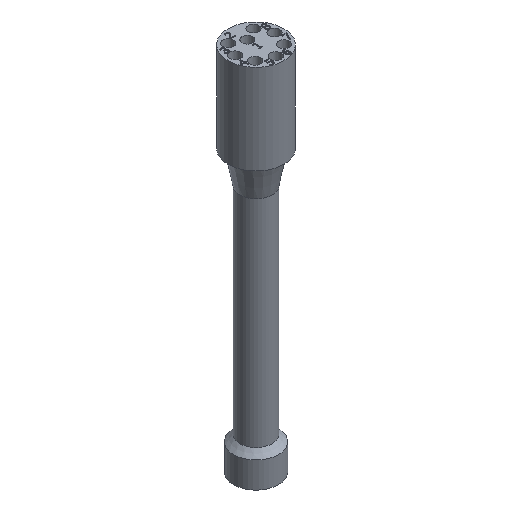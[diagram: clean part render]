
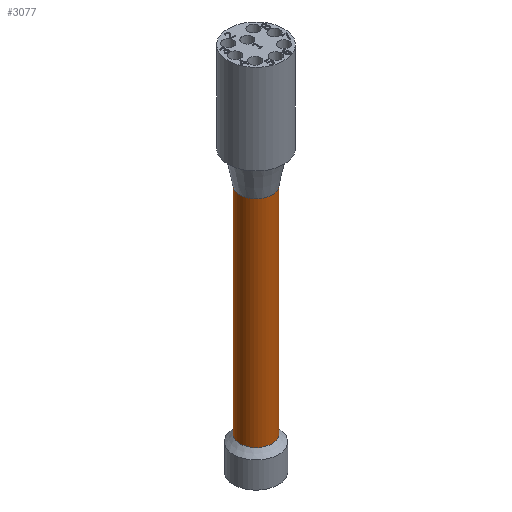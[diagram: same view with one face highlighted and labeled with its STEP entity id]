
A CAD part, isometric view. The second image highlights one B-rep face of the part: STEP entity #3077.
In plain terms, the highlighted cylindrical face has radius 4.5 mm (diameter 9 mm), a full revolution.
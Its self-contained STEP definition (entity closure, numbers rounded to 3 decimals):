
#21=CYLINDRICAL_SURFACE($,#3192,4.5);
#35=CIRCLE($,#3164,4.5);
#45=CIRCLE($,#3193,4.5);
#161=FACE_BOUND($,#538,.T.);
#334=FACE_OUTER_BOUND($,#537,.T.);
#537=EDGE_LOOP($,(#2805));
#538=EDGE_LOOP($,(#2806));
#1496=VERTEX_POINT($,#5856);
#1506=VERTEX_POINT($,#5895);
#1933=EDGE_CURVE($,#1496,#1496,#35,.T.);
#1943=EDGE_CURVE($,#1506,#1506,#45,.T.);
#2805=ORIENTED_EDGE($,*,*,#1933,.T.);
#2806=ORIENTED_EDGE($,*,*,#1943,.F.);
#3077=ADVANCED_FACE($,(#334,#161),#21,.T.);
#3164=AXIS2_PLACEMENT_3D($,#5857,#3610,#3611);
#3192=AXIS2_PLACEMENT_3D($,#5894,#3666,#3667);
#3193=AXIS2_PLACEMENT_3D($,#5896,#3668,#3669);
#3610=DIRECTION('center_axis',(0.,0.,1.));
#3611=DIRECTION('ref_axis',(1.,0.,0.));
#3666=DIRECTION('center_axis',(0.,0.,-1.));
#3667=DIRECTION('ref_axis',(1.,0.,0.));
#3668=DIRECTION('center_axis',(0.,0.,1.));
#3669=DIRECTION('ref_axis',(1.,0.,0.));
#5856=CARTESIAN_POINT('',(-4.5,0.,-69.));
#5857=CARTESIAN_POINT('Origin',(0.,0.,-69.));
#5894=CARTESIAN_POINT('Origin',(0.,0.,-9.));
#5895=CARTESIAN_POINT('',(4.5,0.,-9.));
#5896=CARTESIAN_POINT('Origin',(0.,0.,-9.));
